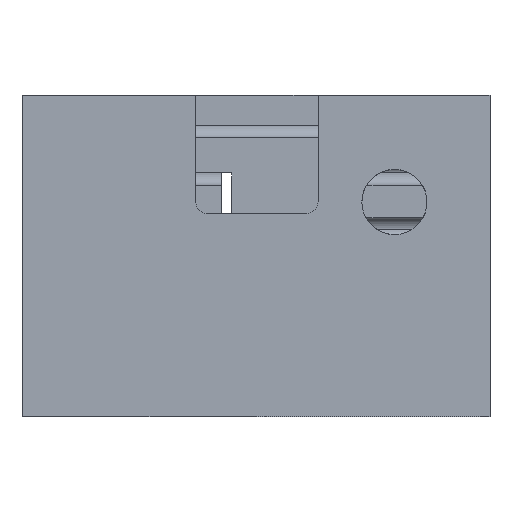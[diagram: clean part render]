
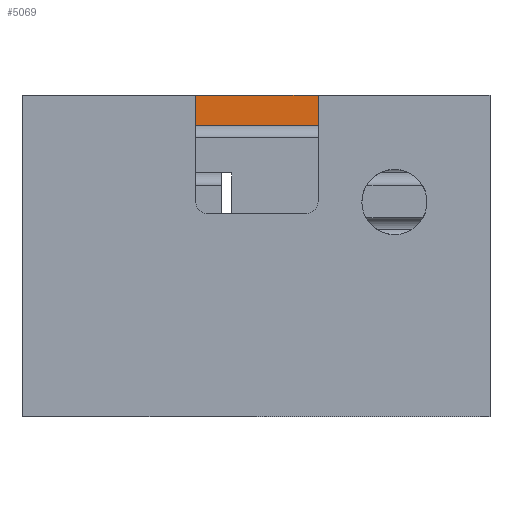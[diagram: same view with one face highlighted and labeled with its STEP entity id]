
A CAD part, front view. The second image highlights one B-rep face of the part: STEP entity #5069.
In plain terms, the highlighted planar face has unit normal (0, -1, 0).
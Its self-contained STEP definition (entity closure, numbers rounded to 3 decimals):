
#128 = PLANE('',#129);
#129 = AXIS2_PLACEMENT_3D('',#130,#131,#132);
#130 = CARTESIAN_POINT('',(0.004,1.042,39.5));
#131 = DIRECTION('',(0.,0.,1.));
#132 = DIRECTION('',(0.,-1.,0.));
#442 = PLANE('',#443);
#443 = AXIS2_PLACEMENT_3D('',#444,#445,#446);
#444 = CARTESIAN_POINT('',(-2.874,-22.732,
    35.804));
#445 = DIRECTION('',(0.,0.,-1.));
#446 = DIRECTION('',(-1.,0.,0.));
#1104 = VERTEX_POINT('',#1105);
#1105 = CARTESIAN_POINT('',(-16.881,-5.591,39.5));
#1124 = CYLINDRICAL_SURFACE('',#1125,2.198);
#1125 = AXIS2_PLACEMENT_3D('',#1126,#1127,#1128);
#1126 = CARTESIAN_POINT('',(-16.881,-7.789,5.));
#1127 = DIRECTION('',(0.,0.,-1.));
#1128 = DIRECTION('',(1.,0.,0.));
#1136 = EDGE_CURVE('',#1137,#1104,#1139,.T.);
#1137 = VERTEX_POINT('',#1138);
#1138 = CARTESIAN_POINT('',(18.833,-5.591,39.5));
#1139 = SURFACE_CURVE('',#1140,(#1144,#1151),.PCURVE_S1.);
#1140 = LINE('',#1141,#1142);
#1141 = CARTESIAN_POINT('',(-8.44,-5.591,39.5));
#1142 = VECTOR('',#1143,1.);
#1143 = DIRECTION('',(-1.,0.,0.));
#1144 = PCURVE('',#128,#1145);
#1145 = DEFINITIONAL_REPRESENTATION('',(#1146),#1150);
#1146 = LINE('',#1147,#1148);
#1147 = CARTESIAN_POINT('',(6.633,-8.443));
#1148 = VECTOR('',#1149,1.);
#1149 = DIRECTION('',(0.,-1.));
#1150 = ( GEOMETRIC_REPRESENTATION_CONTEXT(2) 
PARAMETRIC_REPRESENTATION_CONTEXT() REPRESENTATION_CONTEXT('2D SPACE',''
  ) );
#1151 = PCURVE('',#1152,#1157);
#1152 = PLANE('',#1153);
#1153 = AXIS2_PLACEMENT_3D('',#1154,#1155,#1156);
#1154 = CARTESIAN_POINT('',(-16.881,-5.591,5.));
#1155 = DIRECTION('',(0.,1.,0.));
#1156 = DIRECTION('',(1.,0.,0.));
#1157 = DEFINITIONAL_REPRESENTATION('',(#1158),#1162);
#1158 = LINE('',#1159,#1160);
#1159 = CARTESIAN_POINT('',(8.441,-34.5));
#1160 = VECTOR('',#1161,1.);
#1161 = DIRECTION('',(-1.,0.));
#1162 = ( GEOMETRIC_REPRESENTATION_CONTEXT(2) 
PARAMETRIC_REPRESENTATION_CONTEXT() REPRESENTATION_CONTEXT('2D SPACE',''
  ) );
#1185 = CYLINDRICAL_SURFACE('',#1186,2.088);
#1186 = AXIS2_PLACEMENT_3D('',#1187,#1188,#1189);
#1187 = CARTESIAN_POINT('',(18.833,-7.68,5.));
#1188 = DIRECTION('',(0.,0.,-1.));
#1189 = DIRECTION('',(1.,0.,0.));
#3191 = VERTEX_POINT('',#3192);
#3192 = CARTESIAN_POINT('',(18.833,-5.591,
    35.804));
#3214 = EDGE_CURVE('',#3215,#3191,#3217,.T.);
#3215 = VERTEX_POINT('',#3216);
#3216 = CARTESIAN_POINT('',(-16.881,-5.591,
    35.804));
#3217 = SURFACE_CURVE('',#3218,(#3222,#3229),.PCURVE_S1.);
#3218 = LINE('',#3219,#3220);
#3219 = CARTESIAN_POINT('',(-9.878,-5.591,
    35.804));
#3220 = VECTOR('',#3221,1.);
#3221 = DIRECTION('',(1.,0.,0.));
#3222 = PCURVE('',#442,#3223);
#3223 = DEFINITIONAL_REPRESENTATION('',(#3224),#3228);
#3224 = LINE('',#3225,#3226);
#3225 = CARTESIAN_POINT('',(7.003,17.14));
#3226 = VECTOR('',#3227,1.);
#3227 = DIRECTION('',(-1.,0.));
#3228 = ( GEOMETRIC_REPRESENTATION_CONTEXT(2) 
PARAMETRIC_REPRESENTATION_CONTEXT() REPRESENTATION_CONTEXT('2D SPACE',''
  ) );
#3229 = PCURVE('',#1152,#3230);
#3230 = DEFINITIONAL_REPRESENTATION('',(#3231),#3235);
#3231 = LINE('',#3232,#3233);
#3232 = CARTESIAN_POINT('',(7.003,-30.804));
#3233 = VECTOR('',#3234,1.);
#3234 = DIRECTION('',(1.,0.));
#3235 = ( GEOMETRIC_REPRESENTATION_CONTEXT(2) 
PARAMETRIC_REPRESENTATION_CONTEXT() REPRESENTATION_CONTEXT('2D SPACE',''
  ) );
#5047 = EDGE_CURVE('',#3215,#1104,#5048,.T.);
#5048 = SURFACE_CURVE('',#5049,(#5053,#5060),.PCURVE_S1.);
#5049 = LINE('',#5050,#5051);
#5050 = CARTESIAN_POINT('',(-16.881,-5.591,5.));
#5051 = VECTOR('',#5052,1.);
#5052 = DIRECTION('',(0.,0.,1.));
#5053 = PCURVE('',#1124,#5054);
#5054 = DEFINITIONAL_REPRESENTATION('',(#5055),#5059);
#5055 = LINE('',#5056,#5057);
#5056 = CARTESIAN_POINT('',(-1.571,0.));
#5057 = VECTOR('',#5058,1.);
#5058 = DIRECTION('',(-0.,-1.));
#5059 = ( GEOMETRIC_REPRESENTATION_CONTEXT(2) 
PARAMETRIC_REPRESENTATION_CONTEXT() REPRESENTATION_CONTEXT('2D SPACE',''
  ) );
#5060 = PCURVE('',#1152,#5061);
#5061 = DEFINITIONAL_REPRESENTATION('',(#5062),#5066);
#5062 = LINE('',#5063,#5064);
#5063 = CARTESIAN_POINT('',(0.,0.));
#5064 = VECTOR('',#5065,1.);
#5065 = DIRECTION('',(0.,-1.));
#5066 = ( GEOMETRIC_REPRESENTATION_CONTEXT(2) 
PARAMETRIC_REPRESENTATION_CONTEXT() REPRESENTATION_CONTEXT('2D SPACE',''
  ) );
#5069 = ADVANCED_FACE('',(#5070),#1152,.F.);
#5070 = FACE_BOUND('',#5071,.F.);
#5071 = EDGE_LOOP('',(#5072,#5073,#5074,#5075));
#5072 = ORIENTED_EDGE('',*,*,#3214,.F.);
#5073 = ORIENTED_EDGE('',*,*,#5047,.T.);
#5074 = ORIENTED_EDGE('',*,*,#1136,.F.);
#5075 = ORIENTED_EDGE('',*,*,#5076,.F.);
#5076 = EDGE_CURVE('',#3191,#1137,#5077,.T.);
#5077 = SURFACE_CURVE('',#5078,(#5082,#5089),.PCURVE_S1.);
#5078 = LINE('',#5079,#5080);
#5079 = CARTESIAN_POINT('',(18.833,-5.591,5.));
#5080 = VECTOR('',#5081,1.);
#5081 = DIRECTION('',(0.,0.,1.));
#5082 = PCURVE('',#1152,#5083);
#5083 = DEFINITIONAL_REPRESENTATION('',(#5084),#5088);
#5084 = LINE('',#5085,#5086);
#5085 = CARTESIAN_POINT('',(35.714,0.));
#5086 = VECTOR('',#5087,1.);
#5087 = DIRECTION('',(0.,-1.));
#5088 = ( GEOMETRIC_REPRESENTATION_CONTEXT(2) 
PARAMETRIC_REPRESENTATION_CONTEXT() REPRESENTATION_CONTEXT('2D SPACE',''
  ) );
#5089 = PCURVE('',#1185,#5090);
#5090 = DEFINITIONAL_REPRESENTATION('',(#5091),#5095);
#5091 = LINE('',#5092,#5093);
#5092 = CARTESIAN_POINT('',(-1.571,0.));
#5093 = VECTOR('',#5094,1.);
#5094 = DIRECTION('',(-0.,-1.));
#5095 = ( GEOMETRIC_REPRESENTATION_CONTEXT(2) 
PARAMETRIC_REPRESENTATION_CONTEXT() REPRESENTATION_CONTEXT('2D SPACE',''
  ) );
